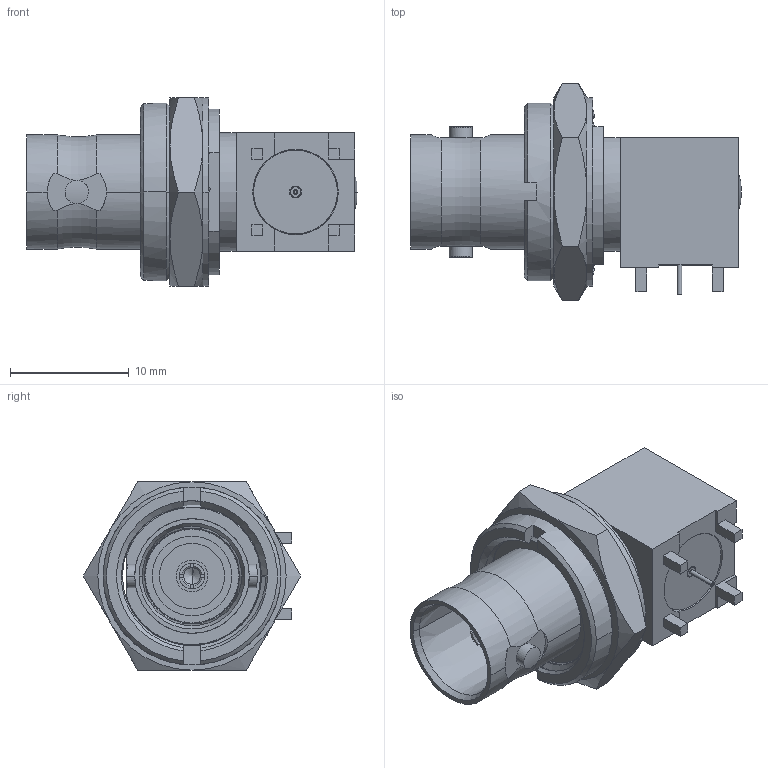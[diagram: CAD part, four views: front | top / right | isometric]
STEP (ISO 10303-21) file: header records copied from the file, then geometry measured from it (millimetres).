
FILE_DESCRIPTION((''),'2;1');
FILE_NAME('31-70535-12G','2017-05-15T',('Lokesh'),(''),'PRO/ENGINEER BY PARAMETRIC TECHNOLOGY CORPORATION, 2014440','PRO/ENGINEER BY PARAMETRIC TECHNOLOGY CORPORATION, 2014440','');
FILE_SCHEMA(('CONFIG_CONTROL_DESIGN'));
Length unit declared in the file: millimetre
Products named in the file (1): 31-70535-12G
Bounding box: 27.92 x 18.33 x 15.88 mm (x, y, z)
Surface area: 2609.2 mm2 (no closed solid volume)
Topology: 0 solids, 10 shells, 306 faces, 1235 edges, 923 vertices
Faces by surface type: cone 119, plane 84, cylinder 62, bspline 37, torus 2, sphere 2
Entity records: 19341 total; most frequent: CARTESIAN_POINT 9945, ORIENTED_EDGE 1807, DIRECTION 1758, EDGE_CURVE 1231, VERTEX_POINT 923, AXIS2_PLACEMENT_3D 621, VECTOR 516, LINE 516
